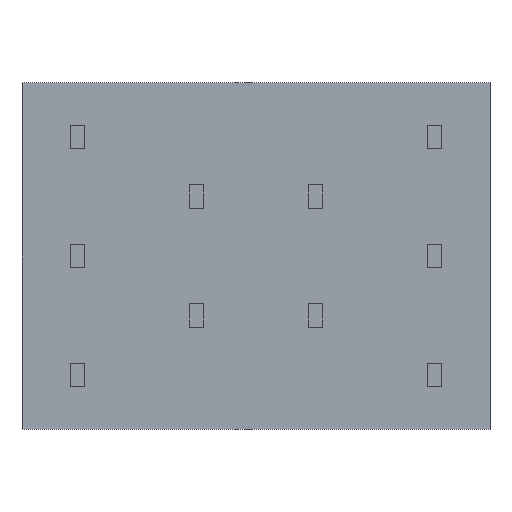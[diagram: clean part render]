
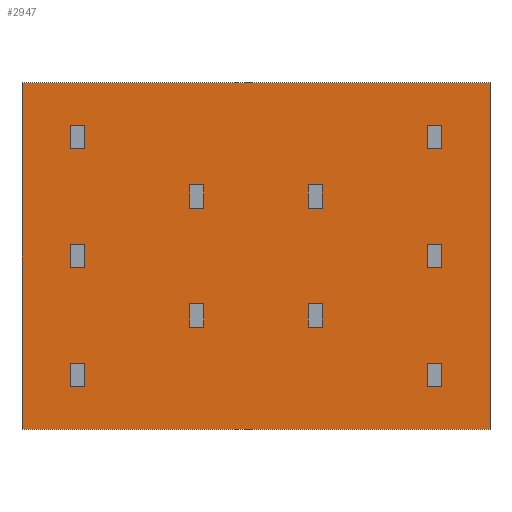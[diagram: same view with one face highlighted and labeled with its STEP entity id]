
A CAD part, front view. The second image highlights one B-rep face of the part: STEP entity #2947.
In plain terms, the highlighted planar face has unit normal (0, -1, 0).
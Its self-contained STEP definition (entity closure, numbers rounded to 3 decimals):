
#295=FACE_OUTER_BOUND('',#464,.T.);
#464=EDGE_LOOP('',(#2391,#2392,#2393,#2394));
#766=LINE('',#4475,#1168);
#769=LINE('',#4481,#1171);
#772=LINE('',#4487,#1174);
#775=LINE('',#4491,#1177);
#1168=VECTOR('',#3663,10.);
#1171=VECTOR('',#3668,7.4);
#1174=VECTOR('',#3673,10.);
#1177=VECTOR('',#3678,7.4);
#1494=VERTEX_POINT('',#4472);
#1495=VERTEX_POINT('',#4474);
#1497=VERTEX_POINT('',#4480);
#1499=VERTEX_POINT('',#4486);
#1816=EDGE_CURVE('',#1495,#1494,#766,.T.);
#1819=EDGE_CURVE('',#1497,#1495,#769,.T.);
#1822=EDGE_CURVE('',#1499,#1497,#772,.T.);
#1825=EDGE_CURVE('',#1494,#1499,#775,.T.);
#2391=ORIENTED_EDGE('',*,*,#1825,.T.);
#2392=ORIENTED_EDGE('',*,*,#1822,.T.);
#2393=ORIENTED_EDGE('',*,*,#1819,.T.);
#2394=ORIENTED_EDGE('',*,*,#1816,.T.);
#2780=PLANE('',#3138);
#2947=ADVANCED_FACE('',(#295),#2780,.T.);
#3138=AXIS2_PLACEMENT_3D('',#4492,#3679,#3680);
#3663=DIRECTION('',(-1.,0.,0.));
#3668=DIRECTION('',(0.,0.,1.));
#3673=DIRECTION('',(1.,0.,0.));
#3678=DIRECTION('',(0.,0.,-1.));
#3679=DIRECTION('center_axis',(0.,-1.,0.));
#3680=DIRECTION('ref_axis',(0.,0.,-1.));
#4472=CARTESIAN_POINT('',(-8.81,-6.1,1.16));
#4474=CARTESIAN_POINT('',(1.19,-6.1,1.16));
#4475=CARTESIAN_POINT('',(1.19,-6.1,1.16));
#4480=CARTESIAN_POINT('',(1.19,-6.1,-6.24));
#4481=CARTESIAN_POINT('',(1.19,-6.1,-6.24));
#4486=CARTESIAN_POINT('',(-8.81,-6.1,-6.24));
#4487=CARTESIAN_POINT('',(-8.81,-6.1,-6.24));
#4491=CARTESIAN_POINT('',(-8.81,-6.1,1.16));
#4492=CARTESIAN_POINT('Origin',(-3.81,-6.1,-2.54));
